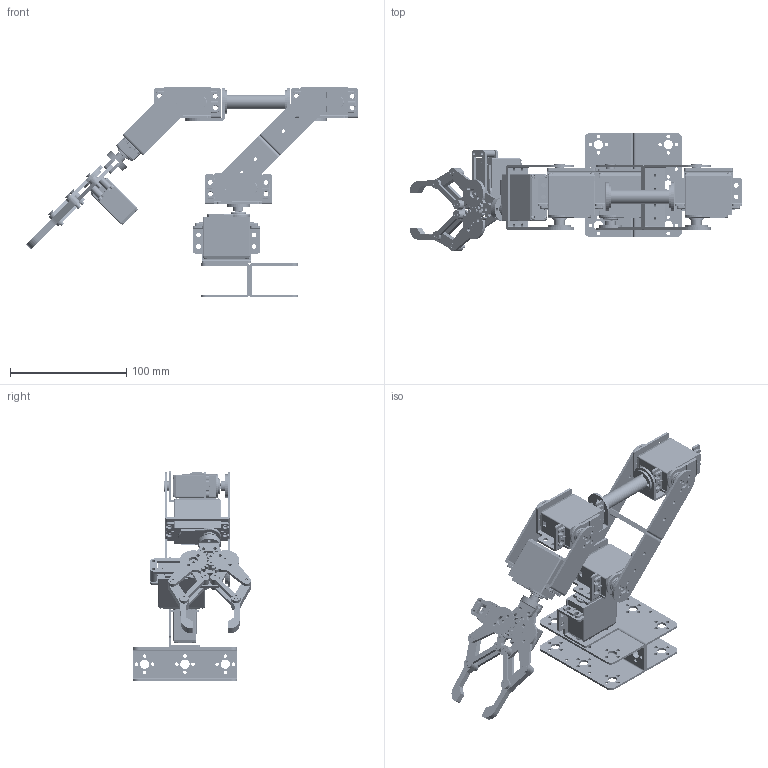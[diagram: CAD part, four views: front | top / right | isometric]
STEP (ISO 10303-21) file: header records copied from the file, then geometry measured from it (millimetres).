
FILE_DESCRIPTION(/* description */ (''),/* implementation_level */ '2;1');
FILE_NAME(/* name */ '6-DOF Robot Mechanical Arm Kits v19.step',/* time_stamp */ '2021-06-13T04:01:23+07:00',/* author */ (''),/* organization */ (''),/* preprocessor_version */ 'ST-DEVELOPER v18.1',/* originating_system */ 'Autodesk Translation Framework v10.9.0.1377',/* authorisation */ '');
FILE_SCHEMA (('AUTOMOTIVE_DESIGN { 1 0 10303 214 3 1 1 }'));
Length unit declared in the file: millimetre
Products named in the file (31): 6-DOF Robot Mechanical Arm Kits; Shoulder; Servo MG 996R V5; Servo MG 996R V5_1; Bracket U; Elbow; Long U Bracket; Servo MG 996R V5_2; Flange Rod; Servo MG 996R V5_3; Multi-Function Bracket; L-Shaped Bracket; Bearing F693zz; Forearm; Different U-Shaped Bracket; Servo MG 996R V5_4; Gripper; Component18; Component20; Component21; Component22; Component19; Spacer; Servo MG 996R V5_5; Servos Spline v3; Servo Body Top v8; Servo Body Body v3; 92470A055; Metal Steering Wheel; Component24; M3x10mm
Assembly tree (96 placements, depth 4):
  6-DOF Robot Mechanical Arm Kits
    Shoulder
      Multi-Function Bracket  x2
      Servo MG 996R V5
        92470A055  x4
        Servos Spline v3
        Servo Body Top v8
        Servo Body Body v3
        Metal Steering Wheel
      Servo MG 996R V5_1
        92470A055  x4
        Servos Spline v3
        Servo Body Top v8
        Servo Body Body v3
        Metal Steering Wheel
      Bracket U  x2
      Bearing F693zz
    Elbow
      Long U Bracket  x2
      Servo MG 996R V5_2
        92470A055  x4
        Servos Spline v3
        Servo Body Top v8
        Servo Body Body v3
        Metal Steering Wheel
      Multi-Function Bracket  x2
      L-Shaped Bracket  x2
      Flange Rod
      Servo MG 996R V5_3
        92470A055  x4
        Servos Spline v3
        Servo Body Top v8
        Servo Body Body v3
        Metal Steering Wheel
      Bearing F693zz  x2
    Forearm
      Different U-Shaped Bracket
      Servo MG 996R V5_4
        92470A055  x4
        Servos Spline v3
        Servo Body Top v8
        Servo Body Body v3
        Metal Steering Wheel
    Gripper
      Component18
      Component20
      Component21
      Component19  x4
      Component22  x4
      Spacer  x3
      Servo MG 996R V5_5
        92470A055  x4
        Servos Spline v3
        Servo Body Top v8
        Servo Body Body v3
        Metal Steering Wheel
      Component24  x2
      M3x10mm  x7
Bounding box: 286.14 x 102.19 x 181.05 mm (x, y, z)
Volume: 266421.9 mm3; surface area: 233405.6 mm2
Topology: 134 solids, 134 shells, 6099 faces, 16240 edges, 10472 vertices
Faces by surface type: plane 2407, cylinder 2321, bspline 788, cone 331, torus 228, sphere 24
Full cylindrical faces by diameter (mm): 1.194 x240, 1.854 x216, 2 x48, 2.529 x54, 3 x322, 3.086 x54, 4 x32, 5.9 x6, 6 x11, 8 x49, 9 x6, 9.5 x3, 10 x1, 10.75 x12, 12 x1, 13.1 x6, 20 x8
Entity records: 45649 total; most frequent: CARTESIAN_POINT 16169, DIRECTION 5962, ORIENTED_EDGE 5908, EDGE_CURVE 2954, AXIS2_PLACEMENT_3D 2190, VERTEX_POINT 1903, LINE 1582, VECTOR 1582
